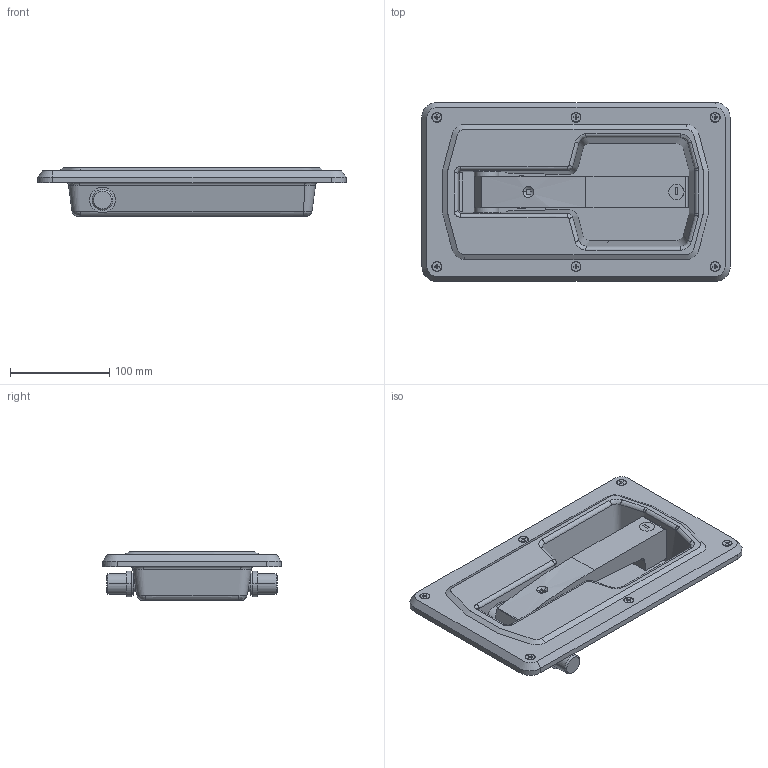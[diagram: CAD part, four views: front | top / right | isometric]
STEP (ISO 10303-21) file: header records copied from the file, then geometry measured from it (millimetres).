
FILE_DESCRIPTION (( 'STEP AP203' ), '1' );
FILE_NAME ('sone3D.STEP', '2015-04-01T06:33:55', ( '' ), ( '' ), 'SwSTEP 2.0', 'SolidWorks 2012', '' );
FILE_SCHEMA (( 'CONFIG_CONTROL_DESIGN' ));
Length unit declared in the file: millimetre
Products named in the file (9): sone3D; FA-815N-1Oリング; FA-815N-1僫僀儘儞儚僢僔儍乕; T0230僟儈乕儘乕僞乕__#T0230-3; 廫帤寠晅嶮偹偠M5_M5亊6; FA-815僕儑僀儞僩__僕儑僀儞僩A; FA-815N-1ハンドル; FA-815N-1カバー_; FA-815N-1ボディー
Assembly tree (16 placements, depth 2):
  sone3D
    FA-815N-1ボディー
    FA-815N-1カバー_
    FA-815N-1ハンドル
    FA-815僕儑僀儞僩__僕儑僀儞僩A  x2
    廫帤寠晅嶮偹偠M5_M5亊6  x6
    T0230僟儈乕儘乕僞乕__#T0230-3
    FA-815N-1僫僀儘儞儚僢僔儍乕  x2
    FA-815N-1Oリング  x2
Bounding box: 310 x 180 x 49 mm (x, y, z)
Volume: 588696.2 mm3; surface area: 355653.8 mm2
Topology: 16 solids, 16 shells, 577 faces, 1517 edges, 999 vertices
Faces by surface type: plane 211, cylinder 187, bspline 87, cone 76, torus 12, sphere 4
Entity records: 31501 total; most frequent: CARTESIAN_POINT 20772, ORIENTED_EDGE 2142, DIRECTION 1814, EDGE_CURVE 1071, VERTEX_POINT 732, AXIS2_PLACEMENT_3D 727, EDGE_LOOP 469, CIRCLE 410
